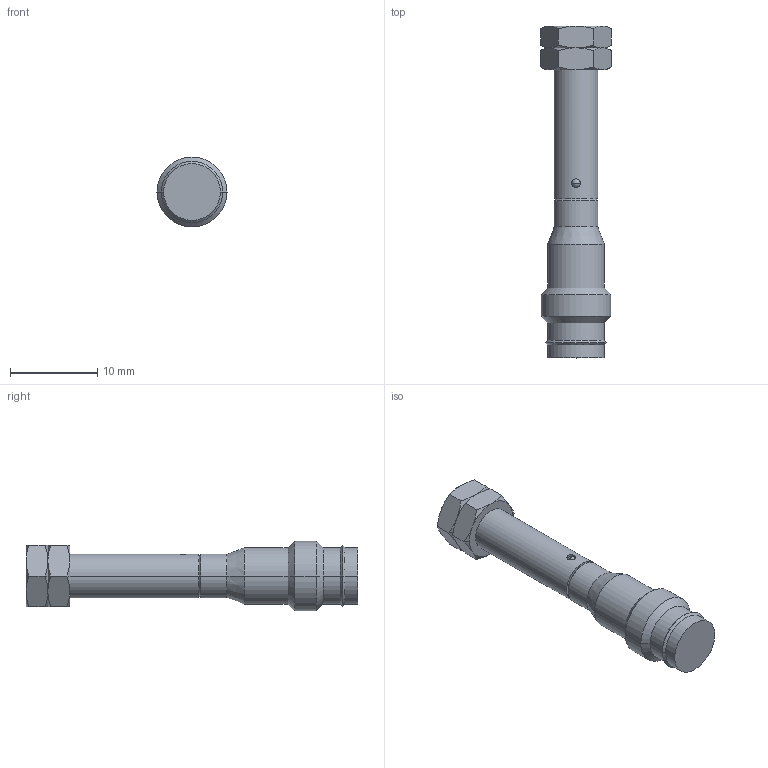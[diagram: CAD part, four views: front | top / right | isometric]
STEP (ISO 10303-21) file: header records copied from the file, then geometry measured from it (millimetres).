
FILE_DESCRIPTION(('STEP AP203'),'1');
FILE_NAME(' ',' ',('TraceParts'),('TraceParts S.A.'),'XStep 1.0',' ',' ');
FILE_SCHEMA(('CONFIG_CONTROL_DESIGN'));
Length unit declared in the file: millimetre
Products named in the file (3): 1; 2; 3
Bounding box: 8.08 x 38 x 8 mm (x, y, z)
Volume: 1118.4 mm3; surface area: 1042 mm2
Topology: 3 solids, 3 shells, 91 faces, 190 edges, 105 vertices
Faces by surface type: cone 52, plane 19, cylinder 18, sphere 2
Entity records: 2572 total; most frequent: CARTESIAN_POINT 613, DIRECTION 406, ORIENTED_EDGE 376, EDGE_CURVE 188, AXIS2_PLACEMENT_3D 174, VERTEX_POINT 105, EDGE_LOOP 97, ADVANCED_FACE 91
